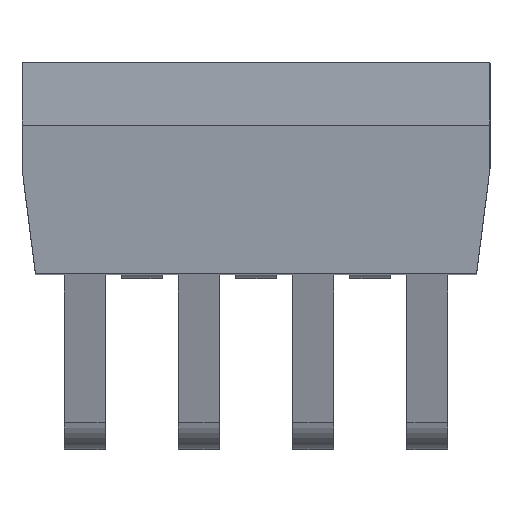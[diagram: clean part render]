
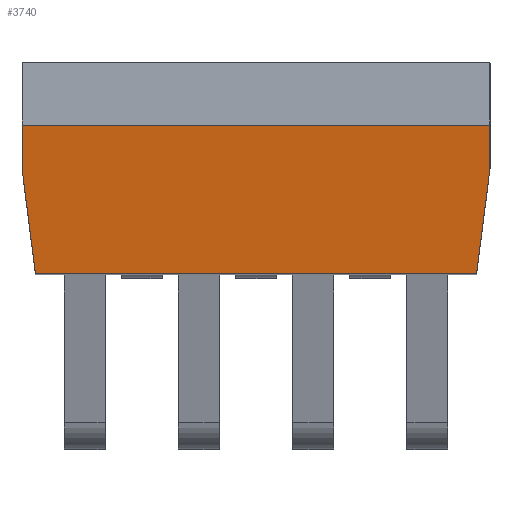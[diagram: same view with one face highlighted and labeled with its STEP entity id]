
A CAD part, top view. The second image highlights one B-rep face of the part: STEP entity #3740.
In plain terms, the highlighted planar face has unit normal (0, -0.122, 0.993).
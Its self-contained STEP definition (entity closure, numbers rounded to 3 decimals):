
#3397=CARTESIAN_POINT('',(-4.905,1.65,14.618));
#3398=VERTEX_POINT('',#3397);
#3399=CARTESIAN_POINT('',(-5.205,4.,14.906));
#3400=VERTEX_POINT('',#3399);
#3401=CARTESIAN_POINT('',(-4.905,1.65,14.618));
#3402=DIRECTION('',(-0.126,0.985,0.121));
#3403=VECTOR('',#3402,2.387);
#3404=LINE('',#3401,#3403);
#3405=EDGE_CURVE('',#3398,#3400,#3404,.T.);
#3468=CARTESIAN_POINT('',(5.205,4.,14.906));
#3469=VERTEX_POINT('',#3468);
#3470=CARTESIAN_POINT('',(4.905,1.65,14.618));
#3471=VERTEX_POINT('',#3470);
#3472=CARTESIAN_POINT('',(5.205,4.,14.906));
#3473=DIRECTION('',(-0.126,-0.985,-0.121));
#3474=VECTOR('',#3473,2.387);
#3475=LINE('',#3472,#3474);
#3476=EDGE_CURVE('',#3469,#3471,#3475,.T.);
#3531=CARTESIAN_POINT('',(-5.205,6.35,15.195));
#3532=VERTEX_POINT('',#3531);
#3533=CARTESIAN_POINT('',(-5.205,6.35,15.195));
#3534=DIRECTION('',(0.,-0.993,-0.122));
#3535=VECTOR('',#3534,2.368);
#3536=LINE('',#3533,#3535);
#3537=EDGE_CURVE('',#3532,#3400,#3536,.T.);
#3554=CARTESIAN_POINT('',(4.205,6.35,15.195));
#3555=VERTEX_POINT('',#3554);
#3556=CARTESIAN_POINT('',(4.205,4.95,15.023));
#3557=VERTEX_POINT('',#3556);
#3558=CARTESIAN_POINT('',(4.205,6.35,15.195));
#3559=DIRECTION('',(0.,-0.993,-0.122));
#3560=VECTOR('',#3559,1.411);
#3561=LINE('',#3558,#3560);
#3562=EDGE_CURVE('',#3555,#3557,#3561,.T.);
#3625=CARTESIAN_POINT('',(-4.205,4.95,15.023));
#3626=VERTEX_POINT('',#3625);
#3627=CARTESIAN_POINT('',(-4.205,6.35,15.195));
#3628=VERTEX_POINT('',#3627);
#3629=CARTESIAN_POINT('',(-4.205,4.95,15.023));
#3630=DIRECTION('',(0.,0.993,0.122));
#3631=VECTOR('',#3630,1.411);
#3632=LINE('',#3629,#3631);
#3633=EDGE_CURVE('',#3626,#3628,#3632,.T.);
#3656=CARTESIAN_POINT('',(4.205,4.95,15.023));
#3657=DIRECTION('',(-1.0,0.0,0.0));
#3658=VECTOR('',#3657,8.41);
#3659=LINE('',#3656,#3658);
#3660=EDGE_CURVE('',#3557,#3626,#3659,.T.);
#3676=CARTESIAN_POINT('',(5.205,6.35,15.195));
#3677=VERTEX_POINT('',#3676);
#3678=CARTESIAN_POINT('',(4.205,6.35,15.195));
#3679=DIRECTION('',(1.0,0.0,0.0));
#3680=VECTOR('',#3679,1.0);
#3681=LINE('',#3678,#3680);
#3682=EDGE_CURVE('',#3555,#3677,#3681,.T.);
#3692=CARTESIAN_POINT('',(-5.205,6.35,15.195));
#3693=DIRECTION('',(1.0,0.0,0.0));
#3694=VECTOR('',#3693,1.0);
#3695=LINE('',#3692,#3694);
#3696=EDGE_CURVE('',#3532,#3628,#3695,.T.);
#3707=CARTESIAN_POINT('',(-4.905,1.65,14.618));
#3708=DIRECTION('',(1.0,0.0,0.0));
#3709=VECTOR('',#3708,9.81);
#3710=LINE('',#3707,#3709);
#3711=EDGE_CURVE('',#3398,#3471,#3710,.T.);
#3718=CARTESIAN_POINT('',(-5.205,1.65,14.618));
#3719=DIRECTION('',(0.,-0.122,0.993));
#3720=DIRECTION('',(0.,-0.993,-0.122));
#3721=AXIS2_PLACEMENT_3D('',#3718,#3719,#3720);
#3722=PLANE('',#3721);
#3723=ORIENTED_EDGE('',*,*,#3476,.F.);
#3724=CARTESIAN_POINT('',(5.205,4.,14.906));
#3725=DIRECTION('',(0.,0.993,0.122));
#3726=VECTOR('',#3725,2.368);
#3727=LINE('',#3724,#3726);
#3728=EDGE_CURVE('',#3469,#3677,#3727,.T.);
#3729=ORIENTED_EDGE('',*,*,#3728,.T.);
#3730=ORIENTED_EDGE('',*,*,#3682,.F.);
#3731=ORIENTED_EDGE('',*,*,#3562,.T.);
#3732=ORIENTED_EDGE('',*,*,#3660,.T.);
#3733=ORIENTED_EDGE('',*,*,#3633,.T.);
#3734=ORIENTED_EDGE('',*,*,#3696,.F.);
#3735=ORIENTED_EDGE('',*,*,#3537,.T.);
#3736=ORIENTED_EDGE('',*,*,#3405,.F.);
#3737=ORIENTED_EDGE('',*,*,#3711,.T.);
#3738=EDGE_LOOP('',(#3723,#3729,#3730,#3731,#3732,#3733,#3734,#3735,#3736,#3737));
#3739=FACE_OUTER_BOUND('',#3738,.T.);
#3740=ADVANCED_FACE('',(#3739),#3722,.T.);
